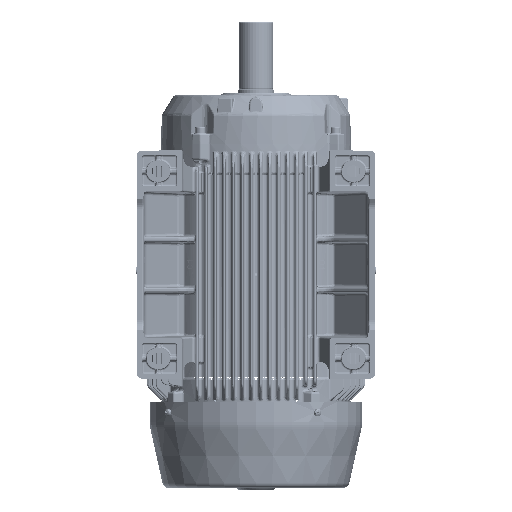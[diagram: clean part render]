
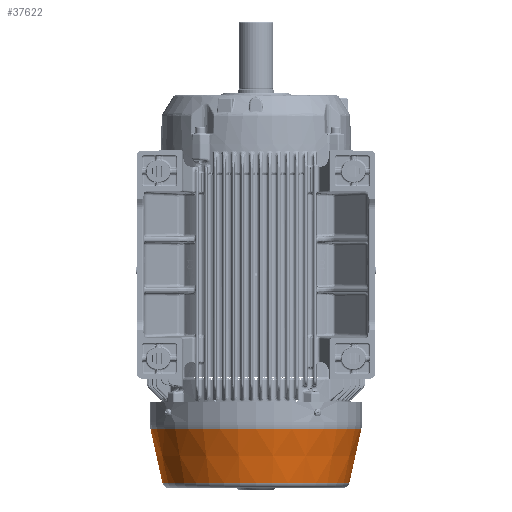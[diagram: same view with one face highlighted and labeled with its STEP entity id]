
A CAD part, front view. The second image highlights one B-rep face of the part: STEP entity #37622.
In plain terms, the highlighted conical face has half-angle 12.5 degrees and reference radius 152.263 mm.
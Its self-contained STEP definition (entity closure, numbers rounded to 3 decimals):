
#30859=CONICAL_SURFACE('',#148849,152.263,12.5);
#31355=FACE_BOUND('',#54277,.T.);
#31356=FACE_BOUND('',#54278,.T.);
#37622=ADVANCED_FACE('',(#31355,#31356),#30859,.T.);
#54277=EDGE_LOOP('',(#83701));
#54278=EDGE_LOOP('',(#83702));
#83701=ORIENTED_EDGE('',*,*,#124098,.T.);
#83702=ORIENTED_EDGE('',*,*,#124099,.F.);
#102352=VERTEX_POINT('',#294286);
#102353=VERTEX_POINT('',#294289);
#124098=EDGE_CURVE('',#102352,#102352,#137046,.T.);
#124099=EDGE_CURVE('',#102353,#102353,#137047,.T.);
#137046=CIRCLE('',#148846,171.815);
#137047=CIRCLE('',#148848,152.263);
#148846=AXIS2_PLACEMENT_3D('',#294285,#175618,#175619);
#148848=AXIS2_PLACEMENT_3D('',#294288,#175622,#175623);
#148849=AXIS2_PLACEMENT_3D('',#294290,#175624,#175625);
#175618=DIRECTION('',(0.,0.,-1.));
#175619=DIRECTION('',(-1.,0.,0.));
#175622=DIRECTION('',(0.,0.,-1.));
#175623=DIRECTION('',(-1.,0.,0.));
#175624=DIRECTION('',(0.,0.,1.));
#175625=DIRECTION('',(1.,0.,0.));
#294285=CARTESIAN_POINT('',(-0.139,0.198,-552.972));
#294286=CARTESIAN_POINT('',(-171.954,0.198,-552.972));
#294288=CARTESIAN_POINT('',(-0.139,0.198,-641.164));
#294289=CARTESIAN_POINT('',(-152.402,0.198,-641.164));
#294290=CARTESIAN_POINT('',(-0.139,0.198,-641.164));
